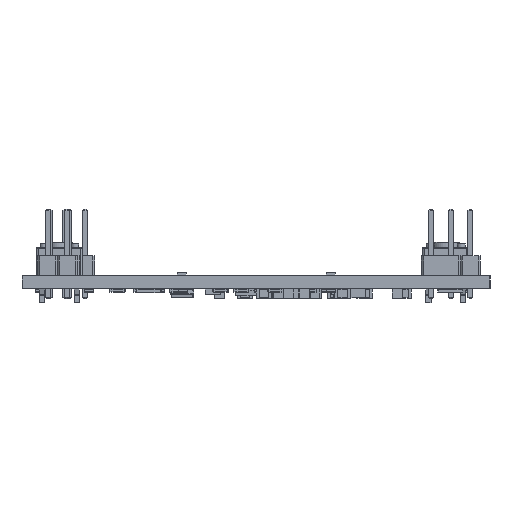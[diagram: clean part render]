
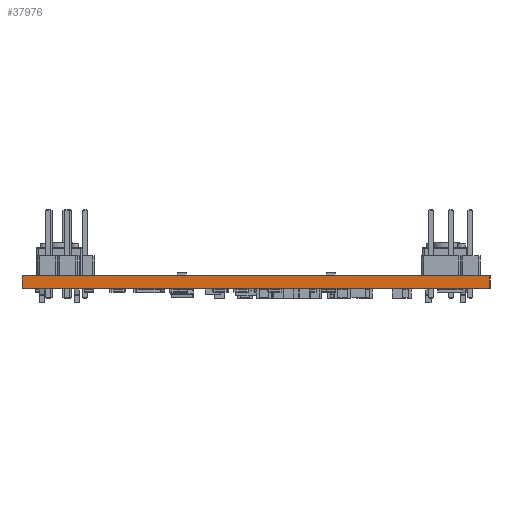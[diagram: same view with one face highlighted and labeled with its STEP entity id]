
A CAD part, left-side view. The second image highlights one B-rep face of the part: STEP entity #37976.
In plain terms, the highlighted planar face has unit normal (-1, 0, 0).
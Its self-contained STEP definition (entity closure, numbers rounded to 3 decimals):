
#37920 = VERTEX_POINT('',#37921);
#37921 = CARTESIAN_POINT('',(5.334,5.334,1.6));
#37927 = EDGE_CURVE('',#37928,#37920,#37930,.T.);
#37928 = VERTEX_POINT('',#37929);
#37929 = CARTESIAN_POINT('',(5.334,5.334,0.));
#37930 = LINE('',#37931,#37932);
#37931 = CARTESIAN_POINT('',(5.334,5.334,0.));
#37932 = VECTOR('',#37933,1.);
#37933 = DIRECTION('',(0.,0.,1.));
#37976 = ADVANCED_FACE('',(#37977),#38002,.T.);
#37977 = FACE_BOUND('',#37978,.T.);
#37978 = EDGE_LOOP('',(#37979,#37980,#37988,#37996));
#37979 = ORIENTED_EDGE('',*,*,#37927,.T.);
#37980 = ORIENTED_EDGE('',*,*,#37981,.T.);
#37981 = EDGE_CURVE('',#37920,#37982,#37984,.T.);
#37982 = VERTEX_POINT('',#37983);
#37983 = CARTESIAN_POINT('',(5.334,65.786,1.6));
#37984 = LINE('',#37985,#37986);
#37985 = CARTESIAN_POINT('',(5.334,5.334,1.6));
#37986 = VECTOR('',#37987,1.);
#37987 = DIRECTION('',(0.,1.,0.));
#37988 = ORIENTED_EDGE('',*,*,#37989,.F.);
#37989 = EDGE_CURVE('',#37990,#37982,#37992,.T.);
#37990 = VERTEX_POINT('',#37991);
#37991 = CARTESIAN_POINT('',(5.334,65.786,0.));
#37992 = LINE('',#37993,#37994);
#37993 = CARTESIAN_POINT('',(5.334,65.786,0.));
#37994 = VECTOR('',#37995,1.);
#37995 = DIRECTION('',(0.,0.,1.));
#37996 = ORIENTED_EDGE('',*,*,#37997,.F.);
#37997 = EDGE_CURVE('',#37928,#37990,#37998,.T.);
#37998 = LINE('',#37999,#38000);
#37999 = CARTESIAN_POINT('',(5.334,5.334,0.));
#38000 = VECTOR('',#38001,1.);
#38001 = DIRECTION('',(0.,1.,0.));
#38002 = PLANE('',#38003);
#38003 = AXIS2_PLACEMENT_3D('',#38004,#38005,#38006);
#38004 = CARTESIAN_POINT('',(5.334,5.334,0.));
#38005 = DIRECTION('',(-1.,0.,0.));
#38006 = DIRECTION('',(0.,1.,0.));
